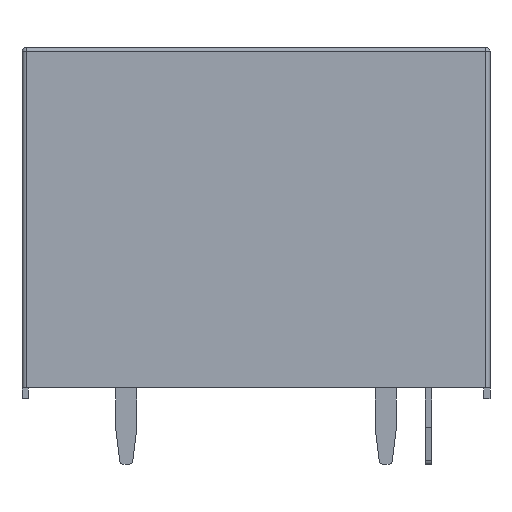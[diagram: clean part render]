
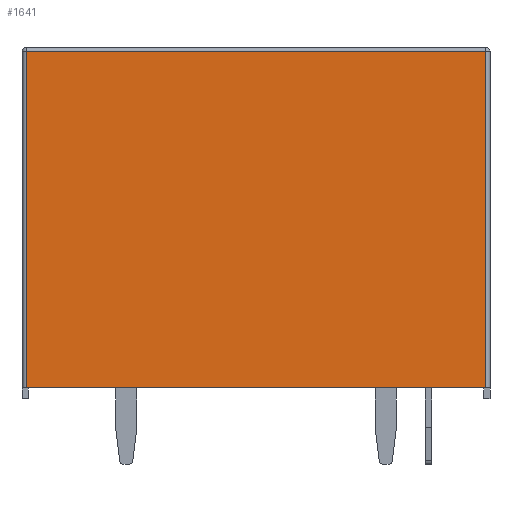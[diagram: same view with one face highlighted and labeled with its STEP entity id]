
A CAD part, front view. The second image highlights one B-rep face of the part: STEP entity #1641.
In plain terms, the highlighted planar face has unit normal (0, -1, 0).
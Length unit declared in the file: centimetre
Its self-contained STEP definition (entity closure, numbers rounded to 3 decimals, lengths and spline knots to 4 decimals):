
#192=PLANE('',#1763);
#301=VECTOR('',#1973,1.);
#354=VECTOR('',#2071,1.);
#357=VECTOR('',#2086,1.);
#359=VECTOR('',#2090,1.);
#476=LINE('',#2387,#301);
#529=LINE('',#2518,#354);
#532=LINE('',#2529,#357);
#534=LINE('',#2532,#359);
#632=VERTEX_POINT('',#2386);
#633=VERTEX_POINT('',#2388);
#677=VERTEX_POINT('',#2511);
#681=VERTEX_POINT('',#2526);
#850=EDGE_CURVE('',#632,#633,#476,.T.);
#917=EDGE_CURVE('',#677,#632,#529,.T.);
#923=EDGE_CURVE('',#633,#681,#532,.T.);
#925=EDGE_CURVE('',#681,#677,#534,.T.);
#1336=ORIENTED_EDGE('',*,*,#917,.F.);
#1337=ORIENTED_EDGE('',*,*,#925,.F.);
#1338=ORIENTED_EDGE('',*,*,#923,.F.);
#1339=ORIENTED_EDGE('',*,*,#850,.F.);
#1462=EDGE_LOOP('',(#1336,#1337,#1338,#1339));
#1554=FACE_BOUND('',#1462,.T.);
#1641=ADVANCED_FACE('',(#1554),#192,.F.);
#1763=AXIS2_PLACEMENT_3D('',#2555,#2116,$);
#1973=DIRECTION('',(-1.,0.,0.));
#2071=DIRECTION('',(0.,0.,-1.));
#2086=DIRECTION('',(0.,0.,1.));
#2090=DIRECTION('',(1.,0.,0.));
#2116=DIRECTION('',(0.,1.,0.));
#2386=CARTESIAN_POINT('',(1.08,-0.8,0.05));
#2387=CARTESIAN_POINT('',(1.1,-0.8,0.05));
#2388=CARTESIAN_POINT('',(-1.08,-0.8,0.05));
#2511=CARTESIAN_POINT('',(1.08,-0.8,1.63));
#2518=CARTESIAN_POINT('',(1.08,-0.8,0.85));
#2526=CARTESIAN_POINT('',(-1.08,-0.8,1.63));
#2529=CARTESIAN_POINT('',(-1.08,-0.8,0.85));
#2532=CARTESIAN_POINT('',(0.,-0.8,1.63));
#2555=CARTESIAN_POINT('',(0.,-0.8,0.85));
